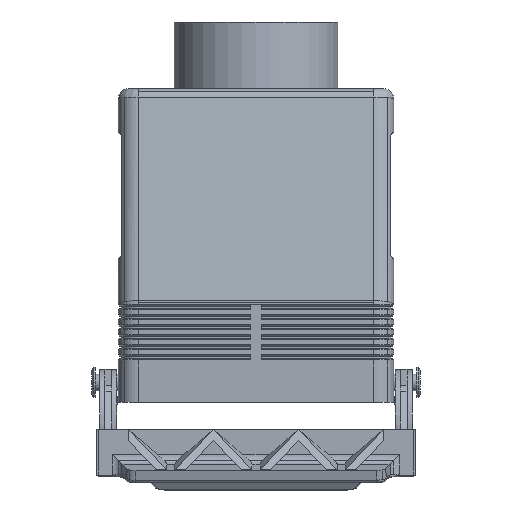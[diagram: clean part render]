
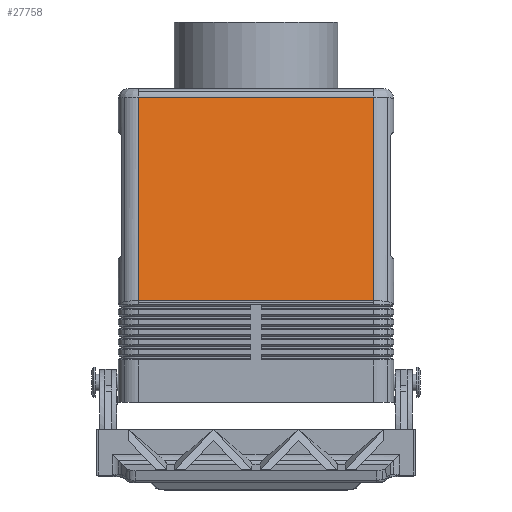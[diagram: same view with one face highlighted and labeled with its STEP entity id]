
A CAD part, left-side view. The second image highlights one B-rep face of the part: STEP entity #27758.
In plain terms, the highlighted planar face has unit normal (-0.986, 0, 0.166).
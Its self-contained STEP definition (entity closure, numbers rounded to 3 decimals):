
#3875=CARTESIAN_POINT('',(-46.667,-35.25,30.493));
#3876=VERTEX_POINT('',#3875);
#3884=CARTESIAN_POINT('',(-46.667,35.25,30.493));
#3885=VERTEX_POINT('',#3884);
#3886=CARTESIAN_POINT('',(-46.667,-35.25,30.493));
#3887=DIRECTION('',(0.0,1.0,0.0));
#3888=VECTOR('',#3887,70.5);
#3889=LINE('',#3886,#3888);
#3890=EDGE_CURVE('',#3876,#3885,#3889,.T.);
#19268=CARTESIAN_POINT('',(-36.42,-35.25,91.497));
#19269=VERTEX_POINT('',#19268);
#19277=CARTESIAN_POINT('',(-36.42,-35.25,91.497));
#19278=DIRECTION('',(-0.166,0.0,-0.986));
#19279=VECTOR('',#19278,61.858);
#19280=LINE('',#19277,#19279);
#19281=EDGE_CURVE('',#19269,#3876,#19280,.T.);
#27333=CARTESIAN_POINT('',(-36.42,35.25,91.497));
#27334=VERTEX_POINT('',#27333);
#27342=CARTESIAN_POINT('',(-36.42,35.25,91.497));
#27343=DIRECTION('',(0.0,-1.0,0.0));
#27344=VECTOR('',#27343,70.5);
#27345=LINE('',#27342,#27344);
#27346=EDGE_CURVE('',#27334,#19269,#27345,.T.);
#27725=CARTESIAN_POINT('',(-46.667,35.25,30.493));
#27726=DIRECTION('',(0.166,0.0,0.986));
#27727=VECTOR('',#27726,61.858);
#27728=LINE('',#27725,#27727);
#27729=EDGE_CURVE('',#3885,#27334,#27728,.T.);
#27747=CARTESIAN_POINT('',(-36.0,0.0,94.0));
#27748=DIRECTION('',(-0.986,0.0,0.166));
#27749=DIRECTION('',(0.166,0.0,0.986));
#27750=AXIS2_PLACEMENT_3D('',#27747,#27748,#27749);
#27751=PLANE('',#27750);
#27752=ORIENTED_EDGE('',*,*,#27346,.F.);
#27753=ORIENTED_EDGE('',*,*,#27729,.F.);
#27754=ORIENTED_EDGE('',*,*,#3890,.F.);
#27755=ORIENTED_EDGE('',*,*,#19281,.F.);
#27756=EDGE_LOOP('',(#27752,#27753,#27754,#27755));
#27757=FACE_OUTER_BOUND('',#27756,.T.);
#27758=ADVANCED_FACE('',(#27757),#27751,.T.);
